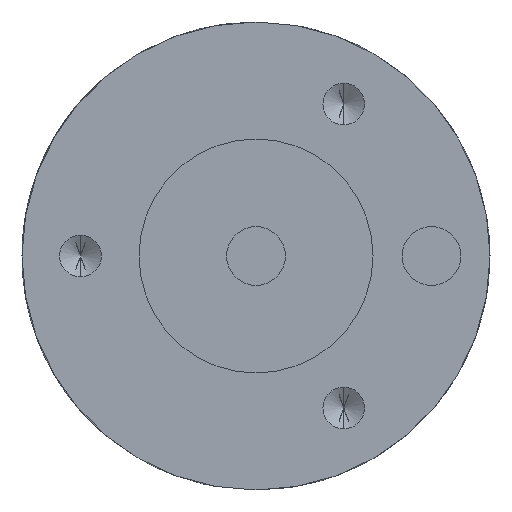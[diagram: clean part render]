
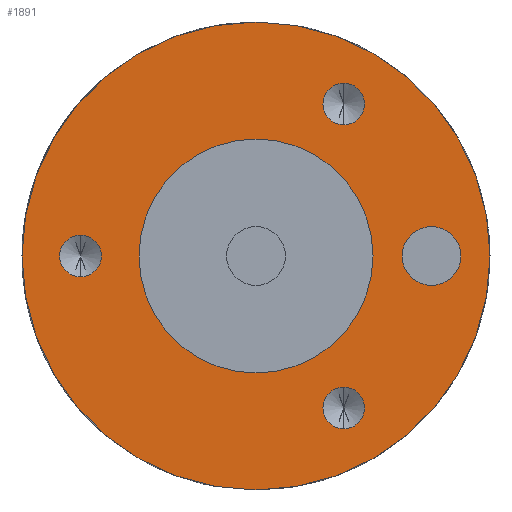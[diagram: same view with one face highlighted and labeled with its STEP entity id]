
A CAD part, front view. The second image highlights one B-rep face of the part: STEP entity #1891.
In plain terms, the highlighted planar face has unit normal (0, -1, 0).
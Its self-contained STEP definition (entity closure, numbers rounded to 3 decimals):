
#146 = EDGE_LOOP ( 'NONE', ( #6939, #835 ) ) ;
#158 = DIRECTION ( 'NONE',  ( 0., 0., 1. ) ) ;
#188 = VERTEX_POINT ( 'NONE', #4692 ) ;
#339 = CARTESIAN_POINT ( 'NONE',  ( 8.839, -16.677, -4.526 ) ) ;
#405 = VERTEX_POINT ( 'NONE', #1105 ) ;
#431 = CARTESIAN_POINT ( 'NONE',  ( -10.211, -16.677, -2.932 ) ) ;
#506 = CARTESIAN_POINT ( 'NONE',  ( 4.077, -16.677, -11.181 ) ) ;
#599 = VERTEX_POINT ( 'NONE', #6757 ) ;
#625 = CIRCLE ( 'NONE', #2053, 12.7 ) ;
#719 = AXIS2_PLACEMENT_3D ( 'NONE', #6845, #2703, #7551 ) ;
#827 = AXIS2_PLACEMENT_3D ( 'NONE', #431, #5284, #1112 ) ;
#835 = ORIENTED_EDGE ( 'NONE', *, *, #5574, .T. ) ;
#871 = EDGE_LOOP ( 'NONE', ( #1809, #6979 ) ) ;
#1008 = ORIENTED_EDGE ( 'NONE', *, *, #1716, .F. ) ;
#1037 = CIRCLE ( 'NONE', #6505, 1.13 ) ;
#1039 = CIRCLE ( 'NONE', #6680, 1.13 ) ;
#1062 = DIRECTION ( 'NONE',  ( 0., -1., 0. ) ) ;
#1105 = CARTESIAN_POINT ( 'NONE',  ( -0.686, -16.677, 3.418 ) ) ;
#1112 = DIRECTION ( 'NONE',  ( 0., 0., -1. ) ) ;
#1190 = DIRECTION ( 'NONE',  ( 0., 0., -1. ) ) ;
#1242 = CARTESIAN_POINT ( 'NONE',  ( -0.686, -16.677, -2.932 ) ) ;
#1296 = CARTESIAN_POINT ( 'NONE',  ( 4.077, -16.677, 4.186 ) ) ;
#1304 = EDGE_CURVE ( 'NONE', #188, #3464, #8930, .T. ) ;
#1400 = ORIENTED_EDGE ( 'NONE', *, *, #5949, .T. ) ;
#1609 = ORIENTED_EDGE ( 'NONE', *, *, #1304, .F. ) ;
#1624 = CARTESIAN_POINT ( 'NONE',  ( 4.077, -16.677, -11.181 ) ) ;
#1632 = AXIS2_PLACEMENT_3D ( 'NONE', #6478, #2331, #7177 ) ;
#1697 = FACE_OUTER_BOUND ( 'NONE', #4837, .T. ) ;
#1716 = EDGE_CURVE ( 'NONE', #3464, #188, #4600, .T. ) ;
#1741 = AXIS2_PLACEMENT_3D ( 'NONE', #1624, #6475, #2327 ) ;
#1745 = CARTESIAN_POINT ( 'NONE',  ( -10.211, -16.677, -4.063 ) ) ;
#1787 = CIRCLE ( 'NONE', #6569, 1.594 ) ;
#1809 = ORIENTED_EDGE ( 'NONE', *, *, #6699, .F. ) ;
#1891 = ADVANCED_FACE ( 'NONE', ( #8044, #1697, #5396, #7020, #5175, #3343 ), #7430, .F. ) ;
#1923 = DIRECTION ( 'NONE',  ( 0., -1., 0. ) ) ;
#1950 = DIRECTION ( 'NONE',  ( 0., 1., 0. ) ) ;
#2053 = AXIS2_PLACEMENT_3D ( 'NONE', #3978, #8793, #4670 ) ;
#2179 = CARTESIAN_POINT ( 'NONE',  ( 8.839, -16.677, -1.338 ) ) ;
#2237 = ORIENTED_EDGE ( 'NONE', *, *, #8441, .F. ) ;
#2317 = CIRCLE ( 'NONE', #5073, 6.35 ) ;
#2327 = DIRECTION ( 'NONE',  ( 0., 0., -1. ) ) ;
#2331 = DIRECTION ( 'NONE',  ( 0., 1., 0. ) ) ;
#2703 = DIRECTION ( 'NONE',  ( 0., 1., 0. ) ) ;
#2969 = CARTESIAN_POINT ( 'NONE',  ( 8.839, -16.677, -2.932 ) ) ;
#3080 = VERTEX_POINT ( 'NONE', #7682 ) ;
#3283 = DIRECTION ( 'NONE',  ( 0., 1., 0. ) ) ;
#3343 = FACE_BOUND ( 'NONE', #146, .T. ) ;
#3417 = EDGE_CURVE ( 'NONE', #5960, #5135, #1037, .T. ) ;
#3464 = VERTEX_POINT ( 'NONE', #1745 ) ;
#3572 = DIRECTION ( 'NONE',  ( 0., -1., 0. ) ) ;
#3627 = AXIS2_PLACEMENT_3D ( 'NONE', #7692, #3572, #8379 ) ;
#3696 = DIRECTION ( 'NONE',  ( 0., 0., 1. ) ) ;
#3700 = VERTEX_POINT ( 'NONE', #3717 ) ;
#3717 = CARTESIAN_POINT ( 'NONE',  ( -0.686, -16.677, 9.768 ) ) ;
#3829 = VERTEX_POINT ( 'NONE', #339 ) ;
#3978 = CARTESIAN_POINT ( 'NONE',  ( -0.686, -16.677, -2.932 ) ) ;
#4323 = DIRECTION ( 'NONE',  ( 0., 1., 0. ) ) ;
#4416 = VERTEX_POINT ( 'NONE', #5124 ) ;
#4600 = CIRCLE ( 'NONE', #3627, 1.13 ) ;
#4670 = DIRECTION ( 'NONE',  ( 0., 0., 1. ) ) ;
#4692 = CARTESIAN_POINT ( 'NONE',  ( -10.211, -16.677, -1.802 ) ) ;
#4831 = ORIENTED_EDGE ( 'NONE', *, *, #3417, .F. ) ;
#4837 = EDGE_LOOP ( 'NONE', ( #2237, #5268 ) ) ;
#4882 = CARTESIAN_POINT ( 'NONE',  ( 4.077, -16.677, -12.312 ) ) ;
#4932 = CIRCLE ( 'NONE', #719, 1.594 ) ;
#5073 = AXIS2_PLACEMENT_3D ( 'NONE', #8435, #4323, #158 ) ;
#5124 = CARTESIAN_POINT ( 'NONE',  ( 4.077, -16.677, -10.051 ) ) ;
#5135 = VERTEX_POINT ( 'NONE', #7859 ) ;
#5175 = FACE_BOUND ( 'NONE', #5608, .T. ) ;
#5220 = CARTESIAN_POINT ( 'NONE',  ( 4.077, -16.677, 5.317 ) ) ;
#5268 = ORIENTED_EDGE ( 'NONE', *, *, #6068, .F. ) ;
#5284 = DIRECTION ( 'NONE',  ( 0., -1., 0. ) ) ;
#5353 = DIRECTION ( 'NONE',  ( 0., -1., 0. ) ) ;
#5360 = CIRCLE ( 'NONE', #7377, 6.35 ) ;
#5396 = FACE_BOUND ( 'NONE', #871, .T. ) ;
#5565 = ORIENTED_EDGE ( 'NONE', *, *, #8804, .F. ) ;
#5574 = EDGE_CURVE ( 'NONE', #405, #599, #2317, .T. ) ;
#5608 = EDGE_LOOP ( 'NONE', ( #4831, #5565 ) ) ;
#5822 = EDGE_CURVE ( 'NONE', #599, #405, #5360, .T. ) ;
#5913 = DIRECTION ( 'NONE',  ( 0., 0., -1. ) ) ;
#5949 = EDGE_CURVE ( 'NONE', #6453, #3829, #4932, .T. ) ;
#5960 = VERTEX_POINT ( 'NONE', #1296 ) ;
#6025 = EDGE_LOOP ( 'NONE', ( #8778, #1400 ) ) ;
#6067 = CARTESIAN_POINT ( 'NONE',  ( 4.077, -16.677, 5.317 ) ) ;
#6068 = EDGE_CURVE ( 'NONE', #3700, #3080, #8152, .T. ) ;
#6453 = VERTEX_POINT ( 'NONE', #2179 ) ;
#6475 = DIRECTION ( 'NONE',  ( 0., -1., 0. ) ) ;
#6478 = CARTESIAN_POINT ( 'NONE',  ( -0.686, -16.677, -2.932 ) ) ;
#6505 = AXIS2_PLACEMENT_3D ( 'NONE', #5220, #1062, #5913 ) ;
#6569 = AXIS2_PLACEMENT_3D ( 'NONE', #2969, #7808, #3696 ) ;
#6680 = AXIS2_PLACEMENT_3D ( 'NONE', #6067, #1923, #6763 ) ;
#6699 = EDGE_CURVE ( 'NONE', #6872, #4416, #6862, .T. ) ;
#6757 = CARTESIAN_POINT ( 'NONE',  ( -0.686, -16.677, -9.282 ) ) ;
#6763 = DIRECTION ( 'NONE',  ( 0., 0., -1. ) ) ;
#6795 = DIRECTION ( 'NONE',  ( 0., 0., 1. ) ) ;
#6845 = CARTESIAN_POINT ( 'NONE',  ( 8.839, -16.677, -2.932 ) ) ;
#6862 = CIRCLE ( 'NONE', #7675, 1.13 ) ;
#6872 = VERTEX_POINT ( 'NONE', #4882 ) ;
#6939 = ORIENTED_EDGE ( 'NONE', *, *, #5822, .T. ) ;
#6979 = ORIENTED_EDGE ( 'NONE', *, *, #7657, .F. ) ;
#7020 = FACE_BOUND ( 'NONE', #8359, .T. ) ;
#7177 = DIRECTION ( 'NONE',  ( 0., 0., 1. ) ) ;
#7244 = EDGE_CURVE ( 'NONE', #3829, #6453, #1787, .T. ) ;
#7377 = AXIS2_PLACEMENT_3D ( 'NONE', #7425, #3283, #8105 ) ;
#7425 = CARTESIAN_POINT ( 'NONE',  ( -0.686, -16.677, -2.932 ) ) ;
#7430 = PLANE ( 'NONE',  #8675 ) ;
#7551 = DIRECTION ( 'NONE',  ( 0., 0., 1. ) ) ;
#7657 = EDGE_CURVE ( 'NONE', #4416, #6872, #8072, .T. ) ;
#7675 = AXIS2_PLACEMENT_3D ( 'NONE', #506, #5353, #1190 ) ;
#7682 = CARTESIAN_POINT ( 'NONE',  ( -0.686, -16.677, -15.632 ) ) ;
#7692 = CARTESIAN_POINT ( 'NONE',  ( -10.211, -16.677, -2.932 ) ) ;
#7808 = DIRECTION ( 'NONE',  ( 0., 1., 0. ) ) ;
#7859 = CARTESIAN_POINT ( 'NONE',  ( 4.077, -16.677, 6.447 ) ) ;
#8044 = FACE_BOUND ( 'NONE', #6025, .T. ) ;
#8072 = CIRCLE ( 'NONE', #1741, 1.13 ) ;
#8105 = DIRECTION ( 'NONE',  ( 0., 0., 1. ) ) ;
#8152 = CIRCLE ( 'NONE', #1632, 12.7 ) ;
#8359 = EDGE_LOOP ( 'NONE', ( #1008, #1609 ) ) ;
#8379 = DIRECTION ( 'NONE',  ( 0., 0., -1. ) ) ;
#8435 = CARTESIAN_POINT ( 'NONE',  ( -0.686, -16.677, -2.932 ) ) ;
#8441 = EDGE_CURVE ( 'NONE', #3080, #3700, #625, .T. ) ;
#8675 = AXIS2_PLACEMENT_3D ( 'NONE', #1242, #1950, #6795 ) ;
#8778 = ORIENTED_EDGE ( 'NONE', *, *, #7244, .T. ) ;
#8793 = DIRECTION ( 'NONE',  ( 0., 1., 0. ) ) ;
#8804 = EDGE_CURVE ( 'NONE', #5135, #5960, #1039, .T. ) ;
#8930 = CIRCLE ( 'NONE', #827, 1.13 ) ;
